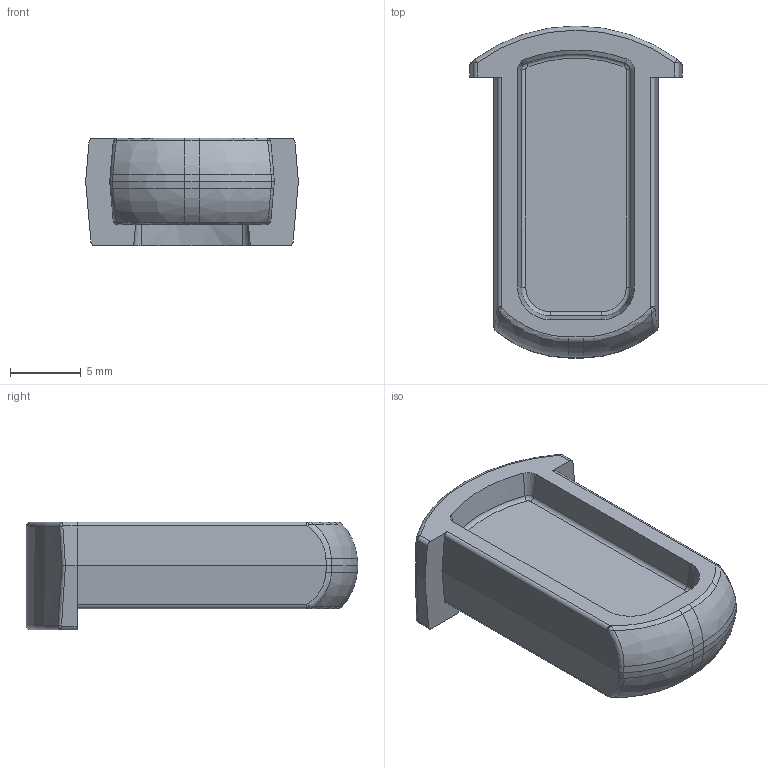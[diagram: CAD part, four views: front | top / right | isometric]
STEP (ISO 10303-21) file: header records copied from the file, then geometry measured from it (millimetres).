
FILE_DESCRIPTION((''),'2;1');
FILE_NAME('TANTOU_2','2014-01-08T',('magicfirm-xx'),(''),'PRO/ENGINEER BY PARAMETRIC TECHNOLOGY CORPORATION, 2012130','PRO/ENGINEER BY PARAMETRIC TECHNOLOGY CORPORATION, 2012130','');
FILE_SCHEMA(('CONFIG_CONTROL_DESIGN'));
Length unit declared in the file: millimetre
Products named in the file (1): TANTOU_2
Bounding box: 15 x 23.4 x 7.6 mm (x, y, z)
Volume: 1011.3 mm3; surface area: 1113 mm2
Topology: 1 solids, 1 shells, 100 faces, 231 edges, 134 vertices
Faces by surface type: bspline 28, plane 23, cylinder 19, cone 14, torus 12, sphere 4
Entity records: 3615 total; most frequent: CARTESIAN_POINT 1443, ORIENTED_EDGE 462, DIRECTION 435, EDGE_CURVE 231, AXIS2_PLACEMENT_3D 176, VERTEX_POINT 134, CIRCLE 104, EDGE_LOOP 101
